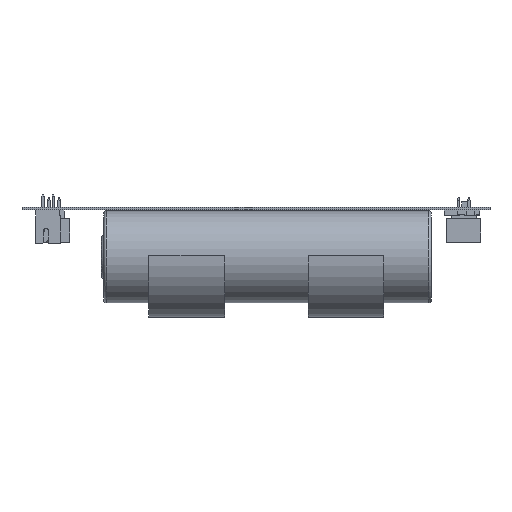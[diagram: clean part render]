
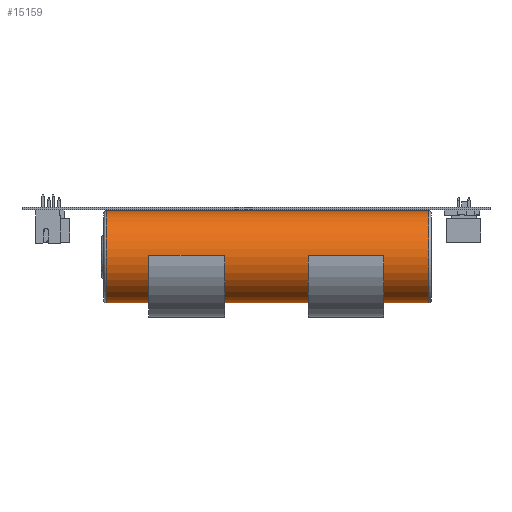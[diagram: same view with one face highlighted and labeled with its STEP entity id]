
A CAD part, front view. The second image highlights one B-rep face of the part: STEP entity #15159.
In plain terms, the highlighted cylindrical face has radius 9.1 mm (diameter 18.2 mm), a full revolution.
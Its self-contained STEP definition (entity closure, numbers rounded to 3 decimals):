
#15159 = ADVANCED_FACE('',(#15160),#15186,.T.);
#15160 = FACE_BOUND('',#15161,.T.);
#15161 = EDGE_LOOP('',(#15162,#15171,#15178,#15185));
#15162 = ORIENTED_EDGE('',*,*,#15163,.T.);
#15163 = EDGE_CURVE('',#15164,#15164,#15166,.T.);
#15164 = VERTEX_POINT('',#15165);
#15165 = CARTESIAN_POINT('',(-19.774,15.272,64.2));
#15166 = CIRCLE('',#15167,9.1);
#15167 = AXIS2_PLACEMENT_3D('',#15168,#15169,#15170);
#15168 = CARTESIAN_POINT('',(-28.874,15.272,64.2));
#15169 = DIRECTION('',(0.,0.,-1.));
#15170 = DIRECTION('',(1.,0.,0.));
#15171 = ORIENTED_EDGE('',*,*,#15172,.T.);
#15172 = EDGE_CURVE('',#15164,#15173,#15175,.T.);
#15173 = VERTEX_POINT('',#15174);
#15174 = CARTESIAN_POINT('',(-19.774,15.272,0.5));
#15175 = B_SPLINE_CURVE_WITH_KNOTS('',1,(#15176,#15177),.UNSPECIFIED.,
  .F.,.F.,(2,2),(0.5,64.2),.PIECEWISE_BEZIER_KNOTS.);
#15176 = CARTESIAN_POINT('',(-19.774,15.272,64.2));
#15177 = CARTESIAN_POINT('',(-19.774,15.272,0.5));
#15178 = ORIENTED_EDGE('',*,*,#15179,.T.);
#15179 = EDGE_CURVE('',#15173,#15173,#15180,.T.);
#15180 = CIRCLE('',#15181,9.1);
#15181 = AXIS2_PLACEMENT_3D('',#15182,#15183,#15184);
#15182 = CARTESIAN_POINT('',(-28.874,15.272,0.5));
#15183 = DIRECTION('',(0.,0.,1.));
#15184 = DIRECTION('',(1.,0.,0.));
#15185 = ORIENTED_EDGE('',*,*,#15172,.F.);
#15186 = CYLINDRICAL_SURFACE('',#15187,9.1);
#15187 = AXIS2_PLACEMENT_3D('',#15188,#15189,#15190);
#15188 = CARTESIAN_POINT('',(-28.874,15.272,64.7));
#15189 = DIRECTION('',(0.,0.,-1.));
#15190 = DIRECTION('',(-1.,0.,0.));
